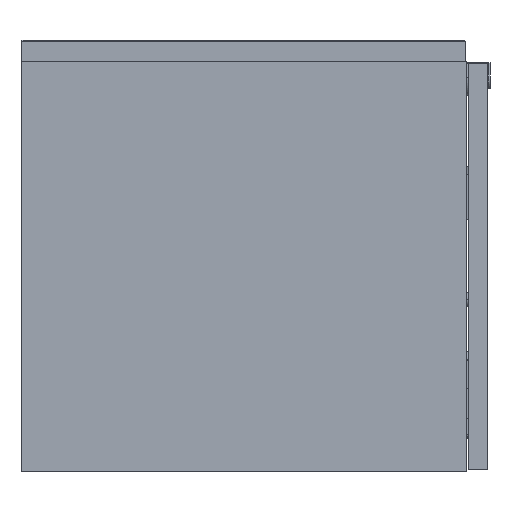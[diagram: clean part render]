
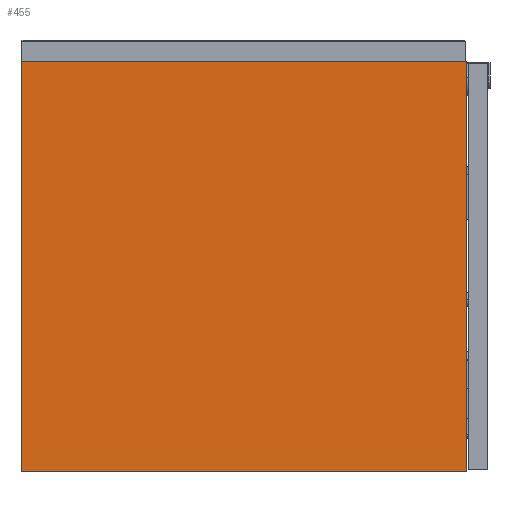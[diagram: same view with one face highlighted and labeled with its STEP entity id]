
A CAD part, left-side view. The second image highlights one B-rep face of the part: STEP entity #455.
In plain terms, the highlighted planar face has unit normal (-1, 0, 0).
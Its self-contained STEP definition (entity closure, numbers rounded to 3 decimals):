
#323=CARTESIAN_POINT('',(-124.392,811.409,0.));
#324=VERTEX_POINT('',#323);
#331=CARTESIAN_POINT('',(-124.392,1244.409,0.));
#332=VERTEX_POINT('',#331);
#333=CARTESIAN_POINT('',(-124.392,811.409,0.));
#334=DIRECTION('',(0.0,1.0,0.0));
#335=VECTOR('',#334,433.);
#336=LINE('',#333,#335);
#337=EDGE_CURVE('',#324,#332,#336,.T.);
#361=CARTESIAN_POINT('',(-124.392,811.409,400.));
#362=VERTEX_POINT('',#361);
#369=CARTESIAN_POINT('',(-124.392,811.409,400.));
#370=DIRECTION('',(0.0,0.0,-1.0));
#371=VECTOR('',#370,400.);
#372=LINE('',#369,#371);
#373=EDGE_CURVE('',#362,#324,#372,.T.);
#392=CARTESIAN_POINT('',(-124.392,1244.409,400.));
#393=VERTEX_POINT('',#392);
#400=CARTESIAN_POINT('',(-124.392,1244.409,400.));
#401=DIRECTION('',(0.0,-1.0,0.0));
#402=VECTOR('',#401,433.);
#403=LINE('',#400,#402);
#404=EDGE_CURVE('',#393,#362,#403,.T.);
#422=CARTESIAN_POINT('',(-124.392,1244.409,0.));
#423=DIRECTION('',(0.0,0.0,1.0));
#424=VECTOR('',#423,400.);
#425=LINE('',#422,#424);
#426=EDGE_CURVE('',#332,#393,#425,.T.);
#444=CARTESIAN_POINT('',(-124.392,1027.909,200.));
#445=DIRECTION('',(1.0,0.0,0.0));
#446=DIRECTION('',(0.0,-1.0,0.0));
#447=AXIS2_PLACEMENT_3D('',#444,#445,#446);
#448=PLANE('',#447);
#449=ORIENTED_EDGE('',*,*,#426,.F.);
#450=ORIENTED_EDGE('',*,*,#337,.F.);
#451=ORIENTED_EDGE('',*,*,#373,.F.);
#452=ORIENTED_EDGE('',*,*,#404,.F.);
#453=EDGE_LOOP('',(#449,#450,#451,#452));
#454=FACE_OUTER_BOUND('',#453,.T.);
#455=ADVANCED_FACE('',(#454),#448,.F.);
